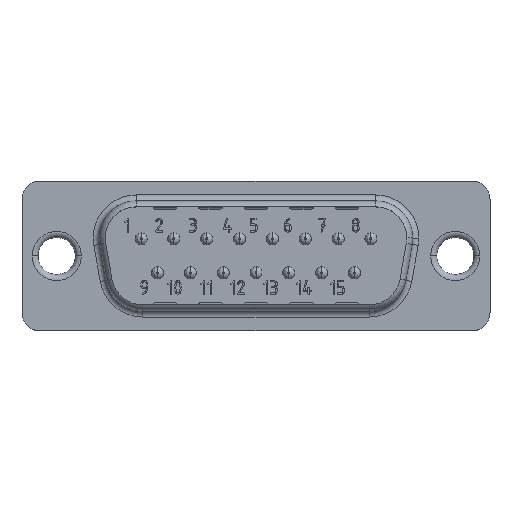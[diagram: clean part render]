
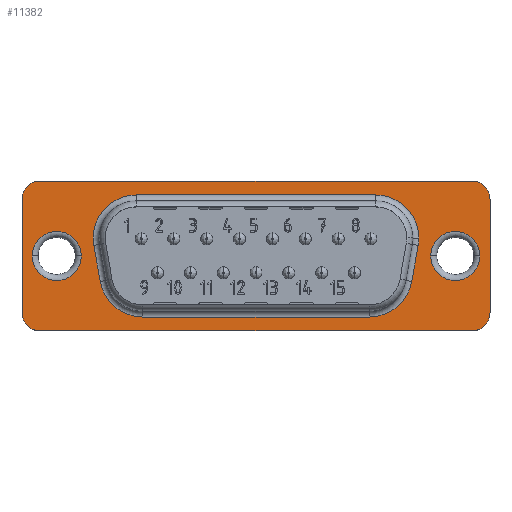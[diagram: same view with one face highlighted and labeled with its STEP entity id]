
A CAD part, top view. The second image highlights one B-rep face of the part: STEP entity #11382.
In plain terms, the highlighted planar face has unit normal (0, 0, 1).
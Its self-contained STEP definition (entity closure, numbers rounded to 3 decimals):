
#11382=ADVANCED_FACE('',(#17857,#17858,#17859,#17860),#12290,.T.);
#12290=PLANE('',#35875);
#14642=LINE('',#55339,#16661);
#14645=LINE('',#55347,#16664);
#14648=LINE('',#55355,#16667);
#14651=LINE('',#55363,#16670);
#14783=LINE('',#55768,#16802);
#14784=LINE('',#55772,#16803);
#14785=LINE('',#55776,#16804);
#14786=LINE('',#55779,#16805);
#16661=VECTOR('',#38885,1.);
#16664=VECTOR('',#38894,1.);
#16667=VECTOR('',#38903,1.);
#16670=VECTOR('',#38912,1.);
#16802=VECTOR('',#39304,1.);
#16803=VECTOR('',#39307,1.);
#16804=VECTOR('',#39310,1.);
#16805=VECTOR('',#39313,1.);
#17857=FACE_BOUND('',#18745,.T.);
#17858=FACE_BOUND('',#18746,.T.);
#17859=FACE_BOUND('',#18747,.T.);
#17860=FACE_BOUND('',#18748,.T.);
#18745=EDGE_LOOP('',(#23257,#23258));
#18746=EDGE_LOOP('',(#23259,#23260));
#18747=EDGE_LOOP('',(#23261,#23262,#23263,#23264,#23265,#23266,#23267,#23268,
#23269));
#18748=EDGE_LOOP('',(#23270,#23271,#23272,#23273,#23274,#23275,#23276,#23277));
#23257=ORIENTED_EDGE('',*,*,#31168,.T.);
#23258=ORIENTED_EDGE('',*,*,#29507,.T.);
#23259=ORIENTED_EDGE('',*,*,#31167,.T.);
#23260=ORIENTED_EDGE('',*,*,#29511,.T.);
#23261=ORIENTED_EDGE('',*,*,#31359,.T.);
#23262=ORIENTED_EDGE('',*,*,#31360,.T.);
#23263=ORIENTED_EDGE('',*,*,#31361,.T.);
#23264=ORIENTED_EDGE('',*,*,#31362,.T.);
#23265=ORIENTED_EDGE('',*,*,#31363,.T.);
#23266=ORIENTED_EDGE('',*,*,#31364,.T.);
#23267=ORIENTED_EDGE('',*,*,#29505,.T.);
#23268=ORIENTED_EDGE('',*,*,#31365,.T.);
#23269=ORIENTED_EDGE('',*,*,#31366,.T.);
#23270=ORIENTED_EDGE('',*,*,#31166,.T.);
#23271=ORIENTED_EDGE('',*,*,#31164,.T.);
#23272=ORIENTED_EDGE('',*,*,#31162,.T.);
#23273=ORIENTED_EDGE('',*,*,#31160,.T.);
#23274=ORIENTED_EDGE('',*,*,#31158,.T.);
#23275=ORIENTED_EDGE('',*,*,#31156,.T.);
#23276=ORIENTED_EDGE('',*,*,#31154,.T.);
#23277=ORIENTED_EDGE('',*,*,#31152,.T.);
#27053=VERTEX_POINT('',#42106);
#27054=VERTEX_POINT('',#42108);
#27055=VERTEX_POINT('',#42112);
#27056=VERTEX_POINT('',#42113);
#27059=VERTEX_POINT('',#42121);
#27060=VERTEX_POINT('',#42122);
#28136=VERTEX_POINT('',#55338);
#28137=VERTEX_POINT('',#55340);
#28138=VERTEX_POINT('',#55344);
#28139=VERTEX_POINT('',#55348);
#28140=VERTEX_POINT('',#55352);
#28141=VERTEX_POINT('',#55356);
#28142=VERTEX_POINT('',#55360);
#28143=VERTEX_POINT('',#55364);
#28284=VERTEX_POINT('',#55766);
#28285=VERTEX_POINT('',#55767);
#28286=VERTEX_POINT('',#55769);
#28287=VERTEX_POINT('',#55771);
#28288=VERTEX_POINT('',#55773);
#28289=VERTEX_POINT('',#55775);
#28290=VERTEX_POINT('',#55778);
#29505=EDGE_CURVE('',#27054,#27053,#33093,.T.);
#29507=EDGE_CURVE('',#27055,#27056,#33095,.T.);
#29511=EDGE_CURVE('',#27059,#27060,#33099,.T.);
#31152=EDGE_CURVE('',#28137,#28136,#14642,.T.);
#31154=EDGE_CURVE('',#28138,#28137,#33365,.T.);
#31156=EDGE_CURVE('',#28139,#28138,#14645,.T.);
#31158=EDGE_CURVE('',#28140,#28139,#33366,.T.);
#31160=EDGE_CURVE('',#28141,#28140,#14648,.T.);
#31162=EDGE_CURVE('',#28142,#28141,#33367,.T.);
#31164=EDGE_CURVE('',#28143,#28142,#14651,.T.);
#31166=EDGE_CURVE('',#28136,#28143,#33368,.T.);
#31167=EDGE_CURVE('',#27060,#27059,#33369,.T.);
#31168=EDGE_CURVE('',#27056,#27055,#33370,.T.);
#31359=EDGE_CURVE('',#28284,#28285,#33431,.T.);
#31360=EDGE_CURVE('',#28285,#28286,#14783,.T.);
#31361=EDGE_CURVE('',#28286,#28287,#33432,.T.);
#31362=EDGE_CURVE('',#28287,#28288,#14784,.T.);
#31363=EDGE_CURVE('',#28288,#28289,#33433,.T.);
#31364=EDGE_CURVE('',#28289,#27054,#14785,.T.);
#31365=EDGE_CURVE('',#27053,#28290,#33434,.T.);
#31366=EDGE_CURVE('',#28290,#28284,#14786,.T.);
#33093=CIRCLE('',#35077,3.6);
#33095=CIRCLE('',#35080,2.05);
#33099=CIRCLE('',#35085,2.05);
#33365=CIRCLE('',#35734,1.5);
#33366=CIRCLE('',#35737,1.5);
#33367=CIRCLE('',#35740,1.5);
#33368=CIRCLE('',#35743,1.5);
#33369=CIRCLE('',#35747,2.05);
#33370=CIRCLE('',#35749,2.05);
#33431=CIRCLE('',#35871,3.6);
#33432=CIRCLE('',#35872,3.6);
#33433=CIRCLE('',#35873,3.6);
#33434=CIRCLE('',#35874,3.6);
#35077=AXIS2_PLACEMENT_3D('',#42107,#36748,#36749);
#35080=AXIS2_PLACEMENT_3D('',#42111,#36754,#36755);
#35085=AXIS2_PLACEMENT_3D('',#42120,#36764,#36765);
#35734=AXIS2_PLACEMENT_3D('',#55343,#38889,#38890);
#35737=AXIS2_PLACEMENT_3D('',#55351,#38898,#38899);
#35740=AXIS2_PLACEMENT_3D('',#55359,#38907,#38908);
#35743=AXIS2_PLACEMENT_3D('',#55367,#38916,#38917);
#35747=AXIS2_PLACEMENT_3D('',#55371,#38924,#38925);
#35749=AXIS2_PLACEMENT_3D('',#55373,#38928,#38929);
#35871=AXIS2_PLACEMENT_3D('',#55765,#39302,#39303);
#35872=AXIS2_PLACEMENT_3D('',#55770,#39305,#39306);
#35873=AXIS2_PLACEMENT_3D('',#55774,#39308,#39309);
#35874=AXIS2_PLACEMENT_3D('',#55777,#39311,#39312);
#35875=AXIS2_PLACEMENT_3D('',#55780,#39314,#39315);
#36748=DIRECTION('',(0.,0.,-1.));
#36749=DIRECTION('',(1.,0.,0.));
#36754=DIRECTION('',(0.,0.,-1.));
#36755=DIRECTION('',(1.,0.,0.));
#36764=DIRECTION('',(0.,0.,-1.));
#36765=DIRECTION('',(1.,0.,0.));
#38885=DIRECTION('',(0.,1.,0.));
#38889=DIRECTION('',(0.,0.,1.));
#38890=DIRECTION('',(-1.,0.,0.));
#38894=DIRECTION('',(1.,0.,0.));
#38898=DIRECTION('',(0.,0.,1.));
#38899=DIRECTION('',(1.,0.,0.));
#38903=DIRECTION('',(0.,-1.,0.));
#38907=DIRECTION('',(0.,0.,1.));
#38908=DIRECTION('',(1.,0.,0.));
#38912=DIRECTION('',(-1.,0.,0.));
#38916=DIRECTION('',(0.,0.,1.));
#38917=DIRECTION('',(1.,0.,0.));
#38924=DIRECTION('',(0.,0.,-1.));
#38925=DIRECTION('',(1.,0.,0.));
#38928=DIRECTION('',(0.,0.,-1.));
#38929=DIRECTION('',(1.,0.,0.));
#39302=DIRECTION('',(0.,0.,-1.));
#39303=DIRECTION('',(1.,0.,0.));
#39304=DIRECTION('',(-1.,0.,0.));
#39305=DIRECTION('',(0.,0.,-1.));
#39306=DIRECTION('',(1.,0.,0.));
#39307=DIRECTION('',(-0.174,0.985,0.));
#39308=DIRECTION('',(0.,0.,-1.));
#39309=DIRECTION('',(1.,0.,0.));
#39310=DIRECTION('',(1.,0.,0.));
#39311=DIRECTION('',(0.,0.,-1.));
#39312=DIRECTION('',(1.,0.,0.));
#39313=DIRECTION('',(-0.174,-0.985,0.));
#39314=DIRECTION('',(0.,0.,1.));
#39315=DIRECTION('',(-1.,0.,0.));
#42106=CARTESIAN_POINT('',(13.6,1.5,0.5));
#42107=CARTESIAN_POINT('',(10.,1.5,0.5));
#42108=CARTESIAN_POINT('',(10.,5.1,0.5));
#42111=CARTESIAN_POINT('',(16.65,0.,0.5));
#42112=CARTESIAN_POINT('',(14.6,0.,0.5));
#42113=CARTESIAN_POINT('',(18.7,0.,0.5));
#42120=CARTESIAN_POINT('',(-16.65,0.,0.5));
#42121=CARTESIAN_POINT('',(-18.7,0.,0.5));
#42122=CARTESIAN_POINT('',(-14.6,0.,0.5));
#55338=CARTESIAN_POINT('',(19.55,4.75,0.5));
#55339=CARTESIAN_POINT('',(19.55,4.75,0.5));
#55340=CARTESIAN_POINT('',(19.55,-4.75,0.5));
#55343=CARTESIAN_POINT('',(18.05,-4.75,0.5));
#55344=CARTESIAN_POINT('',(18.05,-6.25,0.5));
#55347=CARTESIAN_POINT('',(-18.05,-6.25,0.5));
#55348=CARTESIAN_POINT('',(-18.05,-6.25,0.5));
#55351=CARTESIAN_POINT('',(-18.05,-4.75,0.5));
#55352=CARTESIAN_POINT('',(-19.55,-4.75,0.5));
#55355=CARTESIAN_POINT('',(-19.55,4.75,0.5));
#55356=CARTESIAN_POINT('',(-19.55,4.75,0.5));
#55359=CARTESIAN_POINT('',(-18.05,4.75,0.5));
#55360=CARTESIAN_POINT('',(-18.05,6.25,0.5));
#55363=CARTESIAN_POINT('',(-18.05,6.25,0.5));
#55364=CARTESIAN_POINT('',(18.05,6.25,0.5));
#55367=CARTESIAN_POINT('',(18.05,4.75,0.5));
#55371=CARTESIAN_POINT('',(-16.65,0.,0.5));
#55373=CARTESIAN_POINT('',(16.65,0.,0.5));
#55765=CARTESIAN_POINT('',(9.471,-1.5,0.5));
#55766=CARTESIAN_POINT('',(13.016,-2.125,0.5));
#55767=CARTESIAN_POINT('',(9.471,-5.1,0.5));
#55768=CARTESIAN_POINT('',(18.05,-5.1,0.5));
#55769=CARTESIAN_POINT('',(-9.471,-5.1,0.5));
#55770=CARTESIAN_POINT('',(-9.471,-1.5,0.5));
#55771=CARTESIAN_POINT('',(-13.016,-2.125,0.5));
#55772=CARTESIAN_POINT('',(-13.255,-0.77,0.5));
#55773=CARTESIAN_POINT('',(-13.545,0.875,0.5));
#55774=CARTESIAN_POINT('',(-10.,1.5,0.5));
#55775=CARTESIAN_POINT('',(-10.,5.1,0.5));
#55776=CARTESIAN_POINT('',(10.,5.1,0.5));
#55777=CARTESIAN_POINT('',(10.,1.5,0.5));
#55778=CARTESIAN_POINT('',(13.545,0.875,0.5));
#55779=CARTESIAN_POINT('',(14.344,5.403,0.5));
#55780=CARTESIAN_POINT('',(18.05,4.75,0.5));
